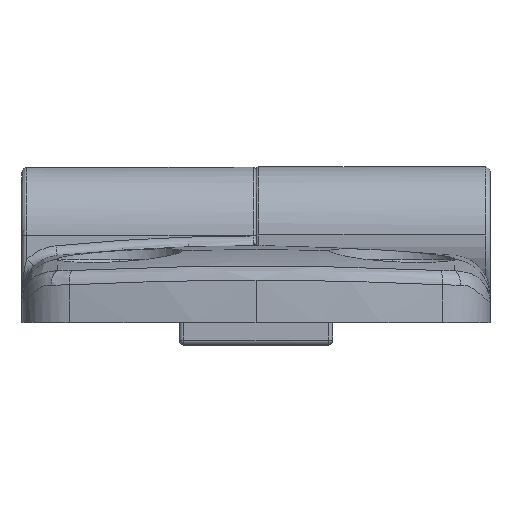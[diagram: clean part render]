
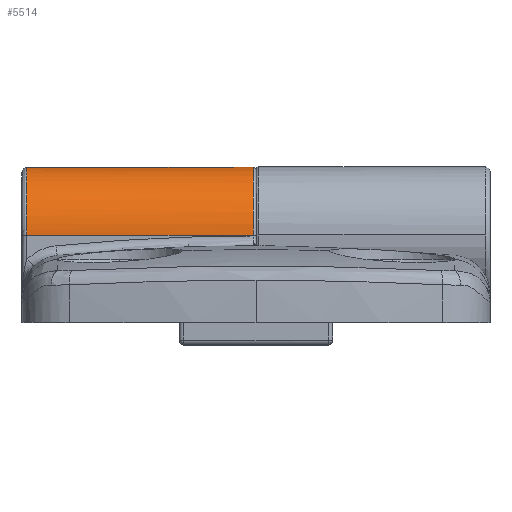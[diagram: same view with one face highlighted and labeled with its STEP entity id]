
A CAD part, top view. The second image highlights one B-rep face of the part: STEP entity #5514.
In plain terms, the highlighted cylindrical face has radius 7 mm (diameter 14 mm), a partial arc.
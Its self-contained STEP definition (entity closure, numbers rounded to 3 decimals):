
#25 = CARTESIAN_POINT ( 'NONE',  ( -23.5, 14.504, -4.302 ) ) ;
#105 = CARTESIAN_POINT ( 'NONE',  ( -23.5, 8.906, -7. ) ) ;
#112 = LINE ( 'NONE', #3565, #5474 ) ;
#170 = CARTESIAN_POINT ( 'NONE',  ( -23.5, 8.906, 7. ) ) ;
#884 = AXIS2_PLACEMENT_3D ( 'NONE', #9087, #8033, #2178 ) ;
#894 = CARTESIAN_POINT ( 'NONE',  ( -24., 8.906, -7. ) ) ;
#1146 = CARTESIAN_POINT ( 'NONE',  ( -23.5, 13.208, 5.598 ) ) ;
#1697 = VERTEX_POINT ( 'NONE', #105 ) ;
#2178 = DIRECTION ( 'NONE',  ( 0., 0., -1. ) ) ;
#2477 = VERTEX_POINT ( 'NONE', #11783 ) ;
#2550 = DIRECTION ( 'NONE',  ( 0., 0., 1. ) ) ;
#2562 = CARTESIAN_POINT ( 'NONE',  ( -23.5, 15.724, 1.832 ) ) ;
#3459 = CYLINDRICAL_SURFACE ( 'NONE', #884, 7. ) ;
#3565 = CARTESIAN_POINT ( 'NONE',  ( -24., 8.906, 7. ) ) ;
#3610 = CARTESIAN_POINT ( 'NONE',  ( -0.3, 8.906, 0. ) ) ;
#3618 = CARTESIAN_POINT ( 'NONE',  ( -23.5, 15.023, 3.525 ) ) ;
#4446 = FACE_OUTER_BOUND ( 'NONE', #6225, .T. ) ;
#4604 = CARTESIAN_POINT ( 'NONE',  ( -23.5, 15.023, -3.525 ) ) ;
#4623 = B_SPLINE_CURVE_WITH_KNOTS ( 'NONE', 3,
 ( #8206, #13844, #5950, #14817, #5807, #25, #4604, #6924, #13911, #9185, #2562, #3618, #10457, #1146, #13777, #7985, #12655, #170 ),
 .UNSPECIFIED., .F., .F.,
 ( 4, 2, 2, 2, 2, 2, 2, 2, 4 ),
 ( 0., 0.125, 0.25, 0.375, 0.5, 0.625, 0.75, 0.875, 1. ),
 .UNSPECIFIED. ) ;
#4842 = VERTEX_POINT ( 'NONE', #8168 ) ;
#5474 = VECTOR ( 'NONE', #13854, 1000. ) ;
#5514 = ADVANCED_FACE ( 'NONE', ( #4446 ), #3459, .T. ) ;
#5560 = VERTEX_POINT ( 'NONE', #10739 ) ;
#5643 = AXIS2_PLACEMENT_3D ( 'NONE', #3610, #11568, #2550 ) ;
#5807 = CARTESIAN_POINT ( 'NONE',  ( -23.5, 13.208, -5.598 ) ) ;
#5950 = CARTESIAN_POINT ( 'NONE',  ( -23.5, 10.739, -6.818 ) ) ;
#6225 = EDGE_LOOP ( 'NONE', ( #7432, #8999, #9282, #11414 ) ) ;
#6924 = CARTESIAN_POINT ( 'NONE',  ( -23.5, 15.724, -1.832 ) ) ;
#7071 = EDGE_CURVE ( 'NONE', #4842, #2477, #14031, .T. ) ;
#7432 = ORIENTED_EDGE ( 'NONE', *, *, #11610, .F. ) ;
#7971 = VECTOR ( 'NONE', #14637, 1000. ) ;
#7985 = CARTESIAN_POINT ( 'NONE',  ( -23.5, 10.739, 6.818 ) ) ;
#8033 = DIRECTION ( 'NONE',  ( 1., 0., 0. ) ) ;
#8168 = CARTESIAN_POINT ( 'NONE',  ( -0.3, 8.906, 7. ) ) ;
#8206 = CARTESIAN_POINT ( 'NONE',  ( -23.5, 8.906, -7. ) ) ;
#8999 = ORIENTED_EDGE ( 'NONE', *, *, #14400, .T. ) ;
#9087 = CARTESIAN_POINT ( 'NONE',  ( -24., 8.906, 0. ) ) ;
#9185 = CARTESIAN_POINT ( 'NONE',  ( -23.5, 15.906, 0.916 ) ) ;
#9282 = ORIENTED_EDGE ( 'NONE', *, *, #9338, .T. ) ;
#9338 = EDGE_CURVE ( 'NONE', #5560, #4842, #112, .T. ) ;
#10457 = CARTESIAN_POINT ( 'NONE',  ( -23.5, 14.504, 4.302 ) ) ;
#10739 = CARTESIAN_POINT ( 'NONE',  ( -23.5, 8.906, 7. ) ) ;
#11177 = LINE ( 'NONE', #894, #7971 ) ;
#11414 = ORIENTED_EDGE ( 'NONE', *, *, #7071, .T. ) ;
#11568 = DIRECTION ( 'NONE',  ( -1., 0., 0. ) ) ;
#11610 = EDGE_CURVE ( 'NONE', #1697, #2477, #11177, .T. ) ;
#11783 = CARTESIAN_POINT ( 'NONE',  ( -0.3, 8.906, -7. ) ) ;
#12655 = CARTESIAN_POINT ( 'NONE',  ( -23.5, 9.823, 7. ) ) ;
#13777 = CARTESIAN_POINT ( 'NONE',  ( -23.5, 12.432, 6.117 ) ) ;
#13844 = CARTESIAN_POINT ( 'NONE',  ( -23.5, 9.823, -7. ) ) ;
#13854 = DIRECTION ( 'NONE',  ( 1., 0., 0. ) ) ;
#13911 = CARTESIAN_POINT ( 'NONE',  ( -23.5, 15.906, -0.916 ) ) ;
#14031 = CIRCLE ( 'NONE', #5643, 7. ) ;
#14400 = EDGE_CURVE ( 'NONE', #1697, #5560, #4623, .T. ) ;
#14637 = DIRECTION ( 'NONE',  ( 1., 0., 0. ) ) ;
#14817 = CARTESIAN_POINT ( 'NONE',  ( -23.5, 12.432, -6.117 ) ) ;
